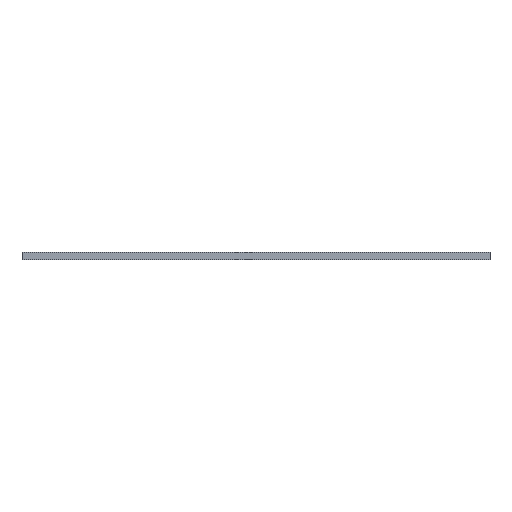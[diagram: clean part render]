
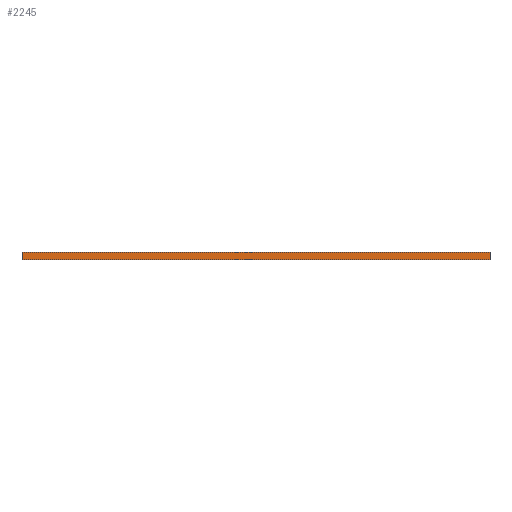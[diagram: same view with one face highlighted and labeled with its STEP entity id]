
A CAD part, front view. The second image highlights one B-rep face of the part: STEP entity #2245.
In plain terms, the highlighted planar face has unit normal (0, -1, 0).
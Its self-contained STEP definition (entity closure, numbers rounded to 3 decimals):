
#291=FACE_OUTER_BOUND('',#401,.T.);
#401=EDGE_LOOP('',(#1847,#1848,#1849,#1850));
#651=LINE('',#3741,#879);
#652=LINE('',#3743,#880);
#653=LINE('',#3745,#881);
#654=LINE('',#3746,#882);
#879=VECTOR('',#3091,10.);
#880=VECTOR('',#3092,10.);
#881=VECTOR('',#3093,10.);
#882=VECTOR('',#3094,10.);
#1099=VERTEX_POINT('',#3739);
#1100=VERTEX_POINT('',#3740);
#1101=VERTEX_POINT('',#3742);
#1102=VERTEX_POINT('',#3744);
#1419=EDGE_CURVE('',#1099,#1100,#651,.T.);
#1420=EDGE_CURVE('',#1100,#1101,#652,.T.);
#1421=EDGE_CURVE('',#1102,#1101,#653,.T.);
#1422=EDGE_CURVE('',#1099,#1102,#654,.T.);
#1847=ORIENTED_EDGE('',*,*,#1419,.T.);
#1848=ORIENTED_EDGE('',*,*,#1420,.T.);
#1849=ORIENTED_EDGE('',*,*,#1421,.F.);
#1850=ORIENTED_EDGE('',*,*,#1422,.F.);
#2135=PLANE('',#2465);
#2245=ADVANCED_FACE('',(#291),#2135,.T.);
#2465=AXIS2_PLACEMENT_3D('',#3738,#3089,#3090);
#3089=DIRECTION('center_axis',(0.,-1.,0.));
#3090=DIRECTION('ref_axis',(-1.,0.,0.));
#3091=DIRECTION('',(-1.,0.,0.));
#3092=DIRECTION('',(0.,0.,-1.));
#3093=DIRECTION('',(-1.,0.,0.));
#3094=DIRECTION('',(0.,0.,-1.));
#3738=CARTESIAN_POINT('Origin',(98.25,0.,5.845));
#3739=CARTESIAN_POINT('',(98.25,0.,5.845));
#3740=CARTESIAN_POINT('',(22.18,0.,5.845));
#3741=CARTESIAN_POINT('',(98.25,0.,5.845));
#3742=CARTESIAN_POINT('',(22.18,0.,4.645));
#3743=CARTESIAN_POINT('',(22.18,0.,5.845));
#3744=CARTESIAN_POINT('',(98.25,0.,4.645));
#3745=CARTESIAN_POINT('',(98.25,0.,4.645));
#3746=CARTESIAN_POINT('',(98.25,0.,5.845));
